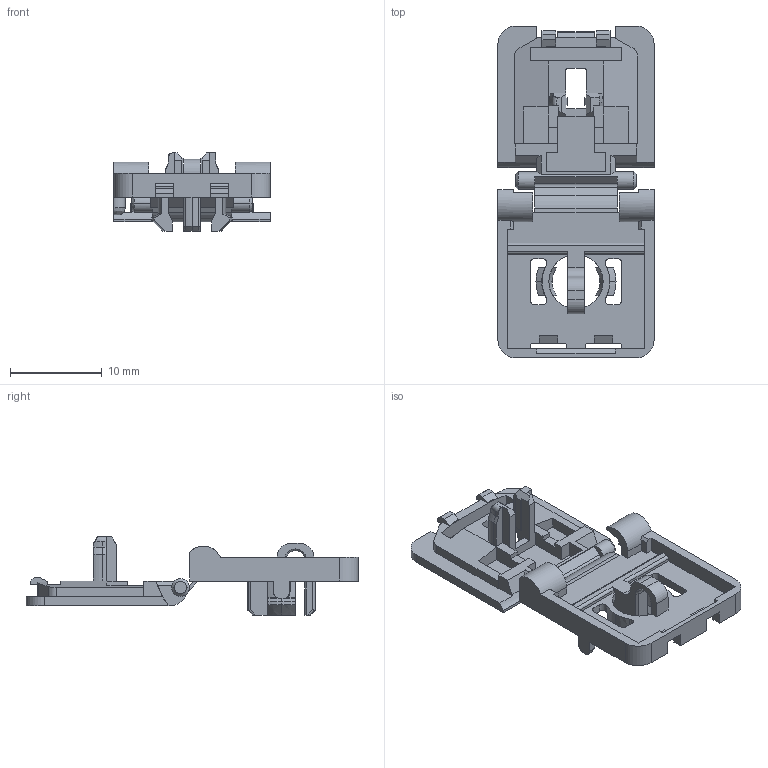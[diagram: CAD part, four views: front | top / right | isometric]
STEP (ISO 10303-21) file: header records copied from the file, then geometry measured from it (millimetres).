
FILE_DESCRIPTION(('STEP AP214'),'1');
FILE_NAME('cctmp_1767A0F2-0250-4F0C-AA5D-09248CA0E7BF_2023_07_24_20_19_23_0501..stp','2023-07-24T18:19:24',('SIEMENS A&D'),('CADClick - www.CADClick.com'),'Spatial InterOp 3D postprocessed',' ','unknown authorization');
FILE_SCHEMA(('AUTOMOTIVE_DESIGN'));
Length unit declared in the file: millimetre
Products named in the file (1): 2023_07_24_20_19_23_0485
Bounding box: 17 x 36.1 x 8.5 mm (x, y, z)
Volume: 871.5 mm3; surface area: 2001.6 mm2
Topology: 1 solids, 1 shells, 325 faces, 970 edges, 637 vertices
Faces by surface type: plane 198, cylinder 79, cone 32, bspline 14, torus 2
Entity records: 13442 total; most frequent: CARTESIAN_POINT 3696, ORIENTED_EDGE 1940, DIRECTION 1718, EDGE_CURVE 970, LINE 682, VECTOR 682, VERTEX_POINT 637, AXIS2_PLACEMENT_3D 518
